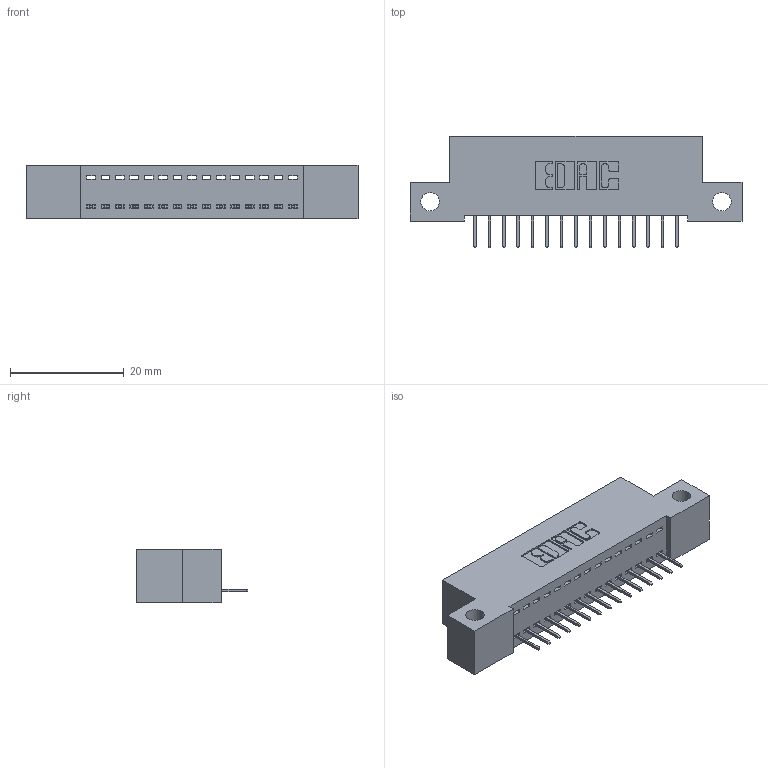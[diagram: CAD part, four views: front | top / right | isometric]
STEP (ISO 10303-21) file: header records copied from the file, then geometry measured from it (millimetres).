
FILE_DESCRIPTION (( 'STEP AP203' ), '1' );
FILE_NAME ('342-015-524-112.STEP', '2019-10-01T18:21:58', ( '' ), ( '' ), 'SwSTEP 2.0', 'SolidWorks 2016', '' );
FILE_SCHEMA (( 'CONFIG_CONTROL_DESIGN' ));
Length unit declared in the file: inch
Products named in the file (3): 342 Part_Side Mount; 345-292-001_345-293-124; 342-015-524-112
Assembly tree (16 placements, depth 2):
  342-015-524-112
    342 Part_Side Mount
    345-292-001_345-293-124  x15
Bounding box: 58.42 x 19.69 x 9.4 mm (x, y, z)
Volume: 4889.6 mm3; surface area: 6328.9 mm2
Topology: 16 solids, 16 shells, 1040 faces, 2999 edges, 1938 vertices
Faces by surface type: plane 786, cylinder 254
Entity records: 12607 total; most frequent: CARTESIAN_POINT 2183, ORIENTED_EDGE 2134, DIRECTION 1897, EDGE_CURVE 1067, VECTOR 943, LINE 943, VERTEX_POINT 706, AXIS2_PLACEMENT_3D 477
